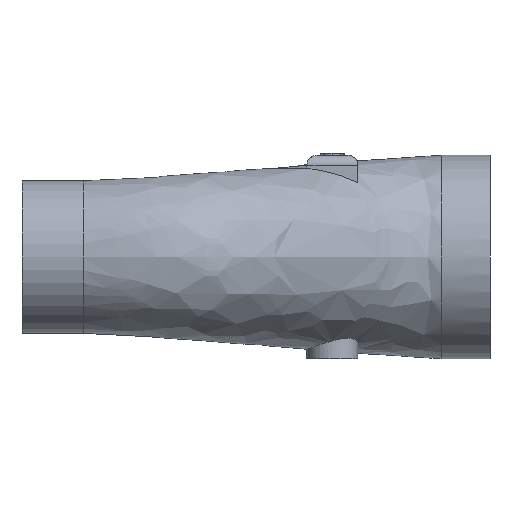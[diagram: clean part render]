
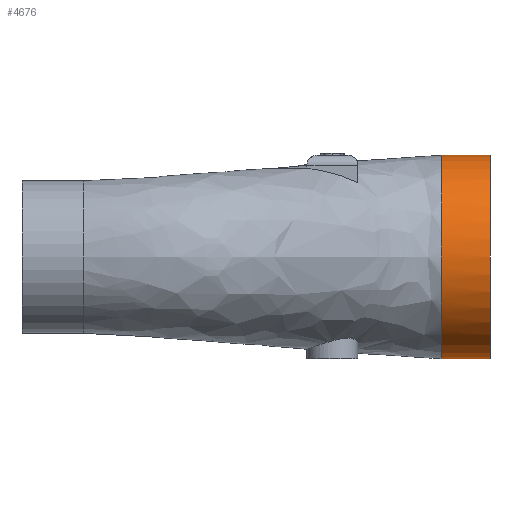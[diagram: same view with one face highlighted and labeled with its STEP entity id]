
A CAD part, front view. The second image highlights one B-rep face of the part: STEP entity #4676.
In plain terms, the highlighted cylindrical face has radius 50 mm (diameter 100 mm), a partial arc.
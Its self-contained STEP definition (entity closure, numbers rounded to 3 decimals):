
#448=LINE('',#9506,#862);
#459=LINE('',#9589,#873);
#862=VECTOR('',#5511,10.);
#873=VECTOR('',#5526,10.);
#1022=CYLINDRICAL_SURFACE('',#4927,50.);
#1184=FACE_OUTER_BOUND('',#1452,.T.);
#1452=EDGE_LOOP('',(#3828,#3829,#3830,#3831,#3832,#3833));
#1815=CIRCLE('',#4923,50.);
#1818=CIRCLE('',#4928,50.);
#1819=CIRCLE('',#4929,50.);
#1820=CIRCLE('',#4930,50.);
#2111=VERTEX_POINT('',#9477);
#2112=VERTEX_POINT('',#9478);
#2113=VERTEX_POINT('',#9505);
#2128=VERTEX_POINT('',#9587);
#2129=VERTEX_POINT('',#9591);
#2130=VERTEX_POINT('',#9593);
#2707=EDGE_CURVE('',#2111,#2112,#1815,.T.);
#2711=EDGE_CURVE('',#2112,#2113,#448,.T.);
#2728=EDGE_CURVE('',#2128,#2111,#459,.T.);
#2729=EDGE_CURVE('',#2128,#2129,#1818,.T.);
#2730=EDGE_CURVE('',#2130,#2129,#1819,.T.);
#2731=EDGE_CURVE('',#2130,#2113,#1820,.T.);
#3828=ORIENTED_EDGE('',*,*,#2707,.F.);
#3829=ORIENTED_EDGE('',*,*,#2728,.F.);
#3830=ORIENTED_EDGE('',*,*,#2729,.T.);
#3831=ORIENTED_EDGE('',*,*,#2730,.F.);
#3832=ORIENTED_EDGE('',*,*,#2731,.T.);
#3833=ORIENTED_EDGE('',*,*,#2711,.F.);
#4676=ADVANCED_FACE('',(#1184),#1022,.T.);
#4923=AXIS2_PLACEMENT_3D('',#9479,#5505,#5506);
#4927=AXIS2_PLACEMENT_3D('',#9590,#5527,#5528);
#4928=AXIS2_PLACEMENT_3D('',#9592,#5529,#5530);
#4929=AXIS2_PLACEMENT_3D('',#9594,#5531,#5532);
#4930=AXIS2_PLACEMENT_3D('',#9595,#5533,#5534);
#5505=DIRECTION('center_axis',(1.,0.,0.));
#5506=DIRECTION('ref_axis',(0.,0.,1.));
#5511=DIRECTION('',(-1.,0.,0.));
#5526=DIRECTION('',(1.,0.,0.));
#5527=DIRECTION('center_axis',(1.,0.,0.));
#5528=DIRECTION('ref_axis',(0.,0.,1.));
#5529=DIRECTION('center_axis',(1.,0.,0.));
#5530=DIRECTION('ref_axis',(0.,0.,-1.));
#5531=DIRECTION('center_axis',(-1.,0.,0.));
#5532=DIRECTION('ref_axis',(0.,0.,1.));
#5533=DIRECTION('center_axis',(1.,0.,0.));
#5534=DIRECTION('ref_axis',(0.,0.,-1.));
#9477=CARTESIAN_POINT('',(200.,0.,50.));
#9478=CARTESIAN_POINT('',(200.,0.,-50.));
#9479=CARTESIAN_POINT('Origin',(200.,0.,0.));
#9505=CARTESIAN_POINT('',(176.,0.,-50.));
#9506=CARTESIAN_POINT('',(210.,0.,-50.));
#9587=CARTESIAN_POINT('',(176.,0.,50.));
#9589=CARTESIAN_POINT('',(210.,0.,50.));
#9590=CARTESIAN_POINT('Origin',(210.,0.,0.));
#9591=CARTESIAN_POINT('',(176.,-31.833,38.557));
#9592=CARTESIAN_POINT('Origin',(176.,0.,0.));
#9593=CARTESIAN_POINT('',(176.,-31.833,-38.557));
#9594=CARTESIAN_POINT('Origin',(176.,0.,0.));
#9595=CARTESIAN_POINT('Origin',(176.,0.,0.));
